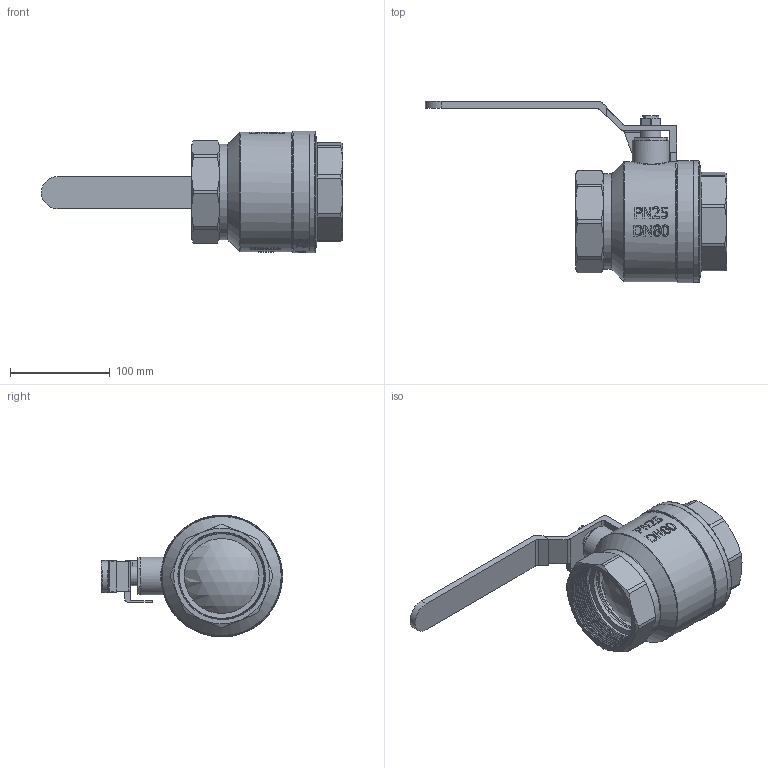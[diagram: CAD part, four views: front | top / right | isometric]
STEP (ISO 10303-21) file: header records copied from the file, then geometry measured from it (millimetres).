
FILE_DESCRIPTION(/* description */ (''),/* implementation_level */ '2;1');
FILE_NAME(/* name */ '065B8314R RD DN80 Ball Valve.stp',/* time_stamp */ '2023-05-19T13:59:07+08:00',/* author */ ('ywy96'),/* organization */ (''),/* preprocessor_version */ 'ST-DEVELOPER v18.1',/* originating_system */ 'Autodesk Inventor 2022',/* authorisation */ '');
FILE_SCHEMA (('AUTOMOTIVE_DESIGN { 1 0 10303 214 3 1 1 }'));
Length unit declared in the file: millimetre
Products named in the file (12): DN80 内螺纹球阀; G3内螺纹阀体; G2 1/2"&G3"; G2 1/2"&G3"_1; DN65 DN80填料; G3“不锈钢三通阀球; 76x88x5.4; G2 1/2阀杆; G3"压帽; M16; Oring 15.8×2.4; DN80阀座
Assembly tree (12 placements, depth 2):
  DN80 内螺纹球阀
    G3内螺纹阀体
    G2 1/2"&G3"
    G2 1/2"&G3"_1
    DN65 DN80填料
    G3“不锈钢三通阀球
    76x88x5.4  x2
    G2 1/2阀杆
    G3"压帽
    M16
    Oring 15.8×2.4
    DN80阀座
Bounding box: 301.8 x 181.4 x 122 mm (x, y, z)
Volume: 481206.1 mm3; surface area: 327099.5 mm2
Topology: 12 solids, 12 shells, 1149 faces, 3070 edges, 2029 vertices
Faces by surface type: plane 523, bspline 362, cylinder 184, cone 57, torus 21, sphere 2
Full cylindrical faces by diameter (mm): 15 x1, 15.8 x1, 20 x4, 20.1 x1, 25 x1, 26 x1, 28 x1, 30 x1, 30.5 x7, 32 x2, 37.5 x2, 38 x1, 75 x3, 76 x2, 81 x1, 84.926 x18, 88 x4, 95 x1, 95.5 x1, 106.5 x1, 113.5 x16, 115 x15, 116.5 x1, 120 x1, 122 x2
Entity records: 59363 total; most frequent: CARTESIAN_POINT 31868, ORIENTED_EDGE 6094, DIRECTION 4146, EDGE_CURVE 3047, VERTEX_POINT 2017, LINE 1556, VECTOR 1556, AXIS2_PLACEMENT_3D 1295
